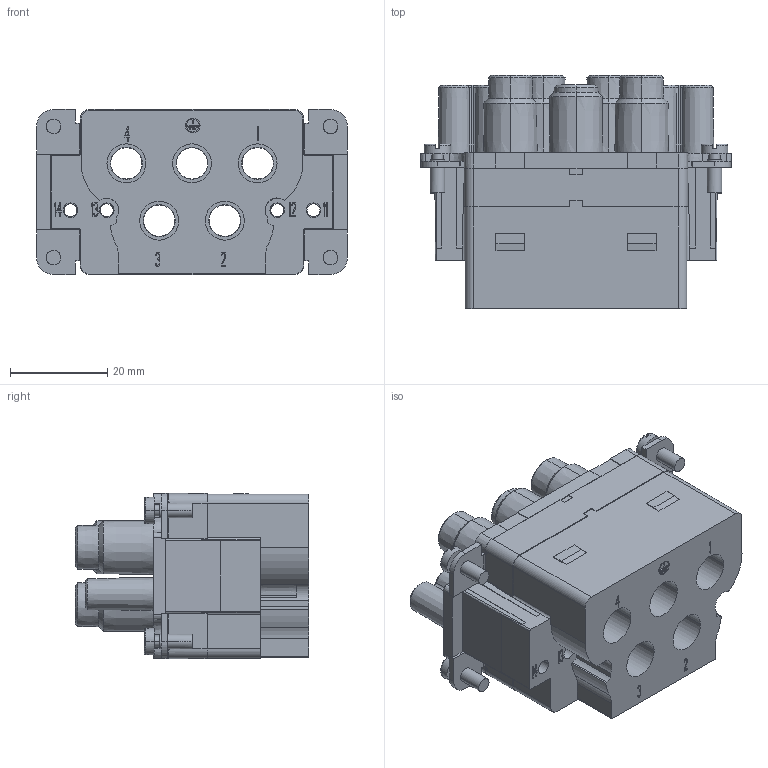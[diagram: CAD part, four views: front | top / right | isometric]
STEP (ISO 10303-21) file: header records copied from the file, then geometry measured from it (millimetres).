
FILE_DESCRIPTION((''),'2;1');
FILE_NAME('HK004-4F','2017-09-04T',('tl.yang'),(''),'PRO/ENGINEER BY PARAMETRIC TECHNOLOGY CORPORATION, 2011500','PRO/ENGINEER BY PARAMETRIC TECHNOLOGY CORPORATION, 2011500','');
FILE_SCHEMA(('CONFIG_CONTROL_DESIGN'));
Length unit declared in the file: millimetre
Products named in the file (1): HK004-4F
Bounding box: 64 x 48 x 34 mm (x, y, z)
Volume: 48183.1 mm3; surface area: 21190.4 mm2
Topology: 1 solids, 2 shells, 1074 faces, 3133 edges, 2134 vertices
Faces by surface type: plane 831, cylinder 117, cone 106, extrusion 9, torus 9, bspline 2
Entity records: 36425 total; most frequent: CARTESIAN_POINT 7525, ORIENTED_EDGE 6266, DIRECTION 5610, EDGE_CURVE 3133, VECTOR 2536, LINE 2527, VERTEX_POINT 2134, AXIS2_PLACEMENT_3D 1537
